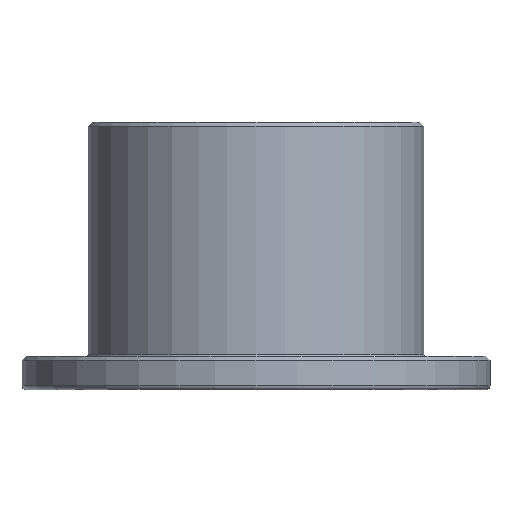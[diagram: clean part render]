
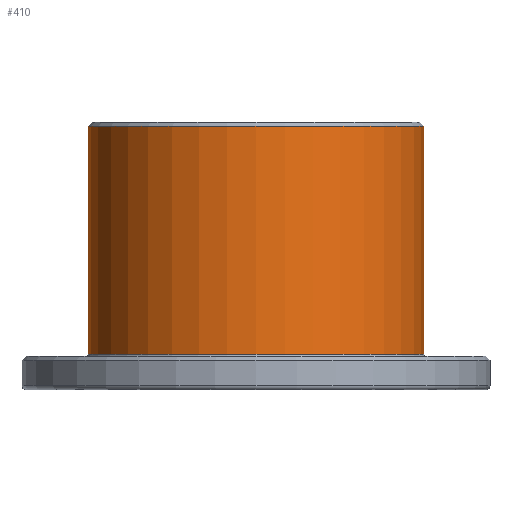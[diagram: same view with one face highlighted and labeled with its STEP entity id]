
A CAD part, left-side view. The second image highlights one B-rep face of the part: STEP entity #410.
In plain terms, the highlighted cylindrical face has radius 7.963 mm (diameter 15.926 mm), a partial arc.
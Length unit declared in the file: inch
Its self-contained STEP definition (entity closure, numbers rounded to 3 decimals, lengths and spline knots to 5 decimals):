
#2 = CARTESIAN_POINT ( 'NONE',  ( 0., 0., 0.24219 ) ) ;
#3 = DIRECTION ( 'NONE',  ( 0., 1., 0. ) ) ;
#14 = CARTESIAN_POINT ( 'NONE',  ( 0., 0.3135, 0.24219 ) ) ;
#21 = EDGE_CURVE ( 'NONE', #540, #90, #42, .T. ) ;
#39 = CARTESIAN_POINT ( 'NONE',  ( 0., 0.3135, -0.18359 ) ) ;
#42 = LINE ( 'NONE', #360, #188 ) ;
#62 = VERTEX_POINT ( 'NONE', #39 ) ;
#80 = CYLINDRICAL_SURFACE ( 'NONE', #487, 0.3135 ) ;
#90 = VERTEX_POINT ( 'NONE', #576 ) ;
#94 = DIRECTION ( 'NONE',  ( 0., 0., -1. ) ) ;
#99 = DIRECTION ( 'NONE',  ( 0., 0., 1. ) ) ;
#128 = DIRECTION ( 'NONE',  ( 0., 0., -1. ) ) ;
#131 = FACE_OUTER_BOUND ( 'NONE', #228, .T. ) ;
#155 = DIRECTION ( 'NONE',  ( 0., -1., 0. ) ) ;
#188 = VECTOR ( 'NONE', #128, 39.37008 ) ;
#196 = CARTESIAN_POINT ( 'NONE',  ( 0., 0., -0.18359 ) ) ;
#206 = DIRECTION ( 'NONE',  ( 0., 0., -1. ) ) ;
#213 = EDGE_CURVE ( 'NONE', #574, #62, #284, .T. ) ;
#228 = EDGE_LOOP ( 'NONE', ( #564, #305, #385, #255 ) ) ;
#255 = ORIENTED_EDGE ( 'NONE', *, *, #453, .T. ) ;
#284 = LINE ( 'NONE', #432, #516 ) ;
#305 = ORIENTED_EDGE ( 'NONE', *, *, #307, .T. ) ;
#307 = EDGE_CURVE ( 'NONE', #540, #574, #537, .T. ) ;
#360 = CARTESIAN_POINT ( 'NONE',  ( 0., -0.3135, -0.25 ) ) ;
#363 = CIRCLE ( 'NONE', #398, 0.3135 ) ;
#385 = ORIENTED_EDGE ( 'NONE', *, *, #213, .T. ) ;
#398 = AXIS2_PLACEMENT_3D ( 'NONE', #196, #99, #155 ) ;
#410 = ADVANCED_FACE ( 'NONE', ( #131 ), #80, .T. ) ;
#432 = CARTESIAN_POINT ( 'NONE',  ( 0., 0.3135, -0.25 ) ) ;
#453 = EDGE_CURVE ( 'NONE', #62, #90, #363, .T. ) ;
#462 = DIRECTION ( 'NONE',  ( 0., -1., 0. ) ) ;
#487 = AXIS2_PLACEMENT_3D ( 'NONE', #521, #206, #3 ) ;
#516 = VECTOR ( 'NONE', #94, 39.37008 ) ;
#521 = CARTESIAN_POINT ( 'NONE',  ( 0., 0., -0.25 ) ) ;
#522 = CARTESIAN_POINT ( 'NONE',  ( 0., -0.3135, 0.24219 ) ) ;
#537 = CIRCLE ( 'NONE', #581, 0.3135 ) ;
#540 = VERTEX_POINT ( 'NONE', #522 ) ;
#564 = ORIENTED_EDGE ( 'NONE', *, *, #21, .F. ) ;
#574 = VERTEX_POINT ( 'NONE', #14 ) ;
#576 = CARTESIAN_POINT ( 'NONE',  ( 0., -0.3135, -0.18359 ) ) ;
#581 = AXIS2_PLACEMENT_3D ( 'NONE', #2, #583, #462 ) ;
#583 = DIRECTION ( 'NONE',  ( 0., 0., -1. ) ) ;
